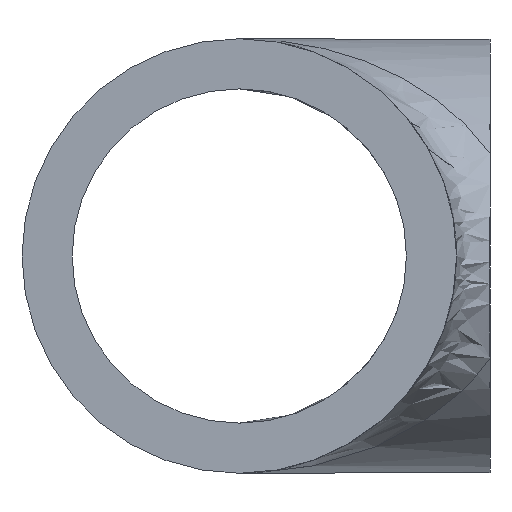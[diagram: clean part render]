
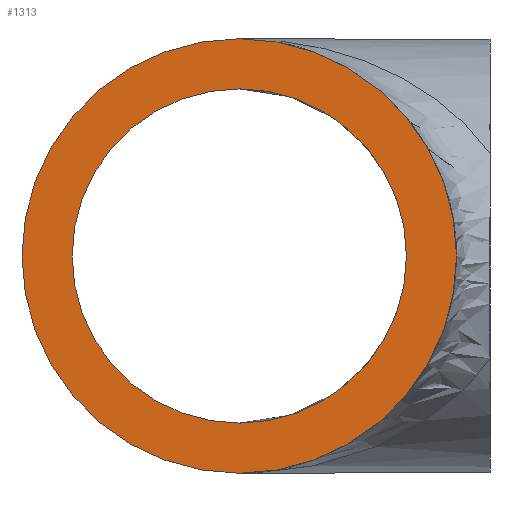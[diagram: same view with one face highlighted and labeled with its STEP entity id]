
A CAD part, front view. The second image highlights one B-rep face of the part: STEP entity #1313.
In plain terms, the highlighted planar face has unit normal (0, -1, 0).
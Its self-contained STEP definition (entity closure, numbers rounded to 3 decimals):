
#1231=CARTESIAN_POINT('',(6.5,-26.,0.0));
#1232=VERTEX_POINT('',#1231);
#1233=CARTESIAN_POINT('',(0.,-26.,0.0));
#1234=DIRECTION('',(0.0,-1.0,0.0));
#1235=DIRECTION('',(1.0,0.0,0.0));
#1236=AXIS2_PLACEMENT_3D('',#1233,#1234,#1235);
#1237=CIRCLE('',#1236,6.5);
#1238=EDGE_CURVE('',#1232,#1232,#1237,.T.);
#1278=CARTESIAN_POINT('',(5.0,-26.,0.0));
#1279=VERTEX_POINT('',#1278);
#1280=CARTESIAN_POINT('',(0.,-26.,0.0));
#1281=DIRECTION('',(0.0,-1.0,0.0));
#1282=DIRECTION('',(1.0,0.0,0.0));
#1283=AXIS2_PLACEMENT_3D('',#1280,#1281,#1282);
#1284=CIRCLE('',#1283,5.);
#1285=EDGE_CURVE('',#1279,#1279,#1284,.T.);
#1302=CARTESIAN_POINT('',(5.75,-26.,0.0));
#1303=DIRECTION('',(0.0,-1.0,0.0));
#1304=DIRECTION('',(0.0,0.0,-1.0));
#1305=AXIS2_PLACEMENT_3D('',#1302,#1303,#1304);
#1306=PLANE('',#1305);
#1307=ORIENTED_EDGE('',*,*,#1238,.T.);
#1308=EDGE_LOOP('',(#1307));
#1309=FACE_OUTER_BOUND('',#1308,.T.);
#1310=ORIENTED_EDGE('',*,*,#1285,.F.);
#1311=EDGE_LOOP('',(#1310));
#1312=FACE_BOUND('',#1311,.T.);
#1313=ADVANCED_FACE('',(#1309,#1312),#1306,.T.);
